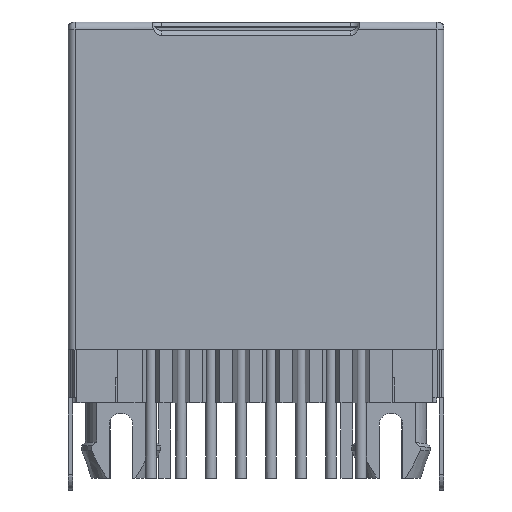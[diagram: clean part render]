
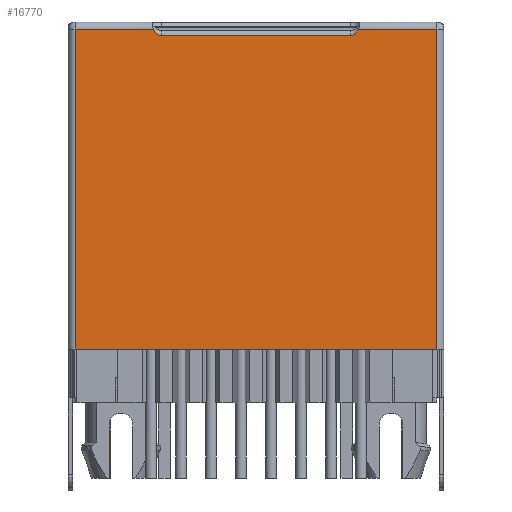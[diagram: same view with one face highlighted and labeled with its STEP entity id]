
A CAD part, front view. The second image highlights one B-rep face of the part: STEP entity #16770.
In plain terms, the highlighted planar face has unit normal (0, -1, 0).
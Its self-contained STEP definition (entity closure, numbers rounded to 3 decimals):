
#3119=DIRECTION('',(-1.,0.,0.));
#3120=VECTOR('',#3119,3.311);
#3121=CARTESIAN_POINT('',(-4.289,-8.45,7.875));
#3122=LINE('',#3121,#3120);
#3123=CARTESIAN_POINT('',(-3.95,-8.45,7.609));
#3124=CARTESIAN_POINT('',(-4.035,-8.45,7.609));
#3125=CARTESIAN_POINT('',(-4.164,-8.45,7.674));
#3126=CARTESIAN_POINT('',(-4.255,-8.45,7.797));
#3127=CARTESIAN_POINT('',(-4.289,-8.45,7.875));
#3129=CARTESIAN_POINT('',(-4.289,-8.45,7.875));
#3153=DIRECTION('',(-1.,0.,0.));
#3154=VECTOR('',#3153,15.3);
#3155=CARTESIAN_POINT('',(7.7,-8.45,-5.695));
#3156=LINE('',#3155,#3154);
#3157=DIRECTION('',(1.,0.,0.));
#3158=VECTOR('',#3157,8.);
#3159=CARTESIAN_POINT('',(-3.95,-8.45,
7.609));
#3160=LINE('',#3159,#3158);
#3161=DIRECTION('',(0.,0.,1.));
#3162=VECTOR('',#3161,13.57);
#3163=CARTESIAN_POINT('',(7.7,-8.45,-5.695));
#3164=LINE('',#3163,#3162);
#4330=DIRECTION('',(-1.,0.,0.));
#4331=VECTOR('',#4330,3.311);
#4332=CARTESIAN_POINT('',(7.7,-8.45,7.875));
#4333=LINE('',#4332,#4331);
#4338=CARTESIAN_POINT('',(4.389,-8.45,7.875));
#4339=CARTESIAN_POINT('',(4.355,-8.45,7.797));
#4340=CARTESIAN_POINT('',(4.264,-8.45,7.674));
#4341=CARTESIAN_POINT('',(4.135,-8.45,7.609));
#4342=CARTESIAN_POINT('',(4.05,-8.45,7.609));
#4426=DIRECTION('',(0.,0.,-1.));
#4427=VECTOR('',#4426,13.57);
#4428=CARTESIAN_POINT('',(-7.6,-8.45,7.875));
#4429=LINE('',#4428,#4427);
#11689=CARTESIAN_POINT('',(-7.6,-8.45,7.875));
#11690=VERTEX_POINT('',#11689);
#11691=VERTEX_POINT('',#3129);
#11692=VERTEX_POINT('',#3123);
#11697=CARTESIAN_POINT('',(7.7,-8.45,-5.695));
#11698=CARTESIAN_POINT('',(7.7,-8.45,7.875));
#11699=VERTEX_POINT('',#11697);
#11700=VERTEX_POINT('',#11698);
#11701=CARTESIAN_POINT('',(-7.6,-8.45,-5.695));
#11702=VERTEX_POINT('',#11701);
#11703=CARTESIAN_POINT('',(4.05,-8.45,
7.609));
#11704=VERTEX_POINT('',#11703);
#11705=VERTEX_POINT('',#4338);
#16749=CARTESIAN_POINT('',(0.05,-8.45,1.09));
#16750=DIRECTION('',(0.,1.,0.));
#16751=DIRECTION('',(1.,0.,0.));
#16752=AXIS2_PLACEMENT_3D('',#16749,#16750,#16751);
#16753=PLANE('',#16752);
#16755=ORIENTED_EDGE('',*,*,#16754,.F.);
#16757=ORIENTED_EDGE('',*,*,#16756,.T.);
#16759=ORIENTED_EDGE('',*,*,#16758,.F.);
#16760=ORIENTED_EDGE('',*,*,#16723,.F.);
#16761=ORIENTED_EDGE('',*,*,#16734,.F.);
#16763=ORIENTED_EDGE('',*,*,#16762,.T.);
#16765=ORIENTED_EDGE('',*,*,#16764,.F.);
#16767=ORIENTED_EDGE('',*,*,#16766,.F.);
#16768=EDGE_LOOP('',(#16755,#16757,#16759,#16760,#16761,#16763,#16765,#16767));
#16769=FACE_OUTER_BOUND('',#16768,.F.);
#16770=ADVANCED_FACE('',(#16769),#16753,.F.);
#3128=B_SPLINE_CURVE_WITH_KNOTS('',3,(#3123,#3124,#3125,#3126,#3127),
.UNSPECIFIED.,.F.,.F.,(4,1,4),(0.,0.5,1.),.UNSPECIFIED.);
#4343=B_SPLINE_CURVE_WITH_KNOTS('',3,(#4338,#4339,#4340,#4341,#4342),
.UNSPECIFIED.,.F.,.F.,(4,1,4),(0.,0.5,1.),.UNSPECIFIED.);
#16723=EDGE_CURVE('',#11691,#11690,#3122,.T.);
#16734=EDGE_CURVE('',#11692,#11691,#3128,.T.);
#16754=EDGE_CURVE('',#11699,#11700,#3164,.T.);
#16756=EDGE_CURVE('',#11699,#11702,#3156,.T.);
#16758=EDGE_CURVE('',#11690,#11702,#4429,.T.);
#16762=EDGE_CURVE('',#11692,#11704,#3160,.T.);
#16764=EDGE_CURVE('',#11705,#11704,#4343,.T.);
#16766=EDGE_CURVE('',#11700,#11705,#4333,.T.);
